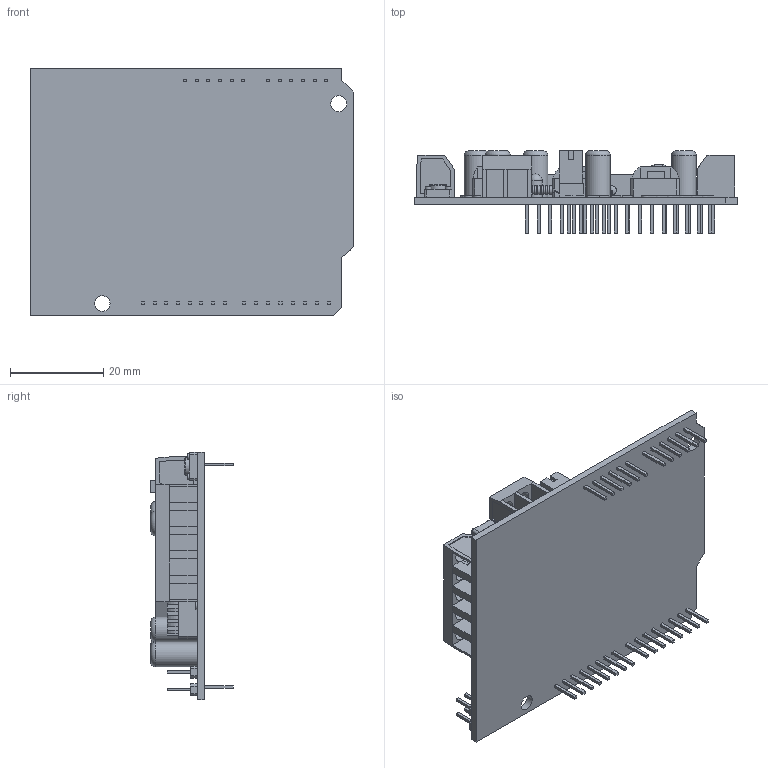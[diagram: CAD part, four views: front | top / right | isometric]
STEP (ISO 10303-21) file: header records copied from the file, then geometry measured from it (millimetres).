
FILE_DESCRIPTION(/* description */ (''),/* implementation_level */ '2;1');
FILE_NAME(/* name */ 'L293D motor driver shield.step',/* time_stamp */ '2025-07-24T22:22:47+05:30',/* author */ (''),/* organization */ (''),/* preprocessor_version */ 'ST-DEVELOPER v20.1',/* originating_system */ 'Autodesk Translation Framework v14.10.0.0',/* authorisation */ '');
FILE_SCHEMA (('AUTOMOTIVE_DESIGN { 1 0 10303 214 3 1 1 }'));
Length unit declared in the file: millimetre
Products named in the file (1): L293D
Bounding box: 69.12 x 17.7 x 53.08 mm (x, y, z)
Volume: 13719 mm3; surface area: 14215.7 mm2
Topology: 3 solids, 3 shells, 1274 faces, 3008 edges, 1910 vertices
Faces by surface type: plane 990, cylinder 236, sphere 25, bspline 17, torus 6
Full cylindrical faces by diameter (mm): 0.696 x1, 0.794 x4, 0.795 x1, 0.855 x2, 0.887 x1, 0.888 x1, 0.946 x18, 0.949 x5, 0.995 x5, 0.999 x2, 1.127 x1, 1.163 x1, 1.185 x1, 1.214 x1, 1.473 x1, 1.493 x1, 1.523 x1, 1.528 x1, 1.559 x1, 1.618 x1, 1.634 x2, 1.67 x1, 1.695 x1, 1.737 x6, 1.782 x1, 1.798 x1, 1.8 x5, 1.837 x7, 1.851 x1, 1.9 x6
Entity records: 37718 total; most frequent: CARTESIAN_POINT 7081, DIRECTION 5992, ORIENTED_EDGE 5962, EDGE_CURVE 2981, LINE 2404, VECTOR 2404, VERTEX_POINT 1910, AXIS2_PLACEMENT_3D 1794
